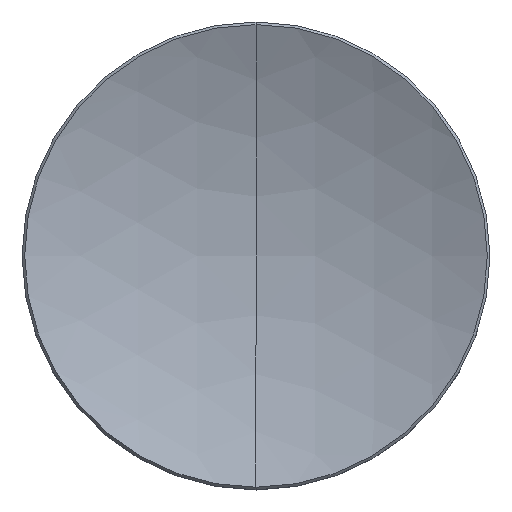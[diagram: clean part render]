
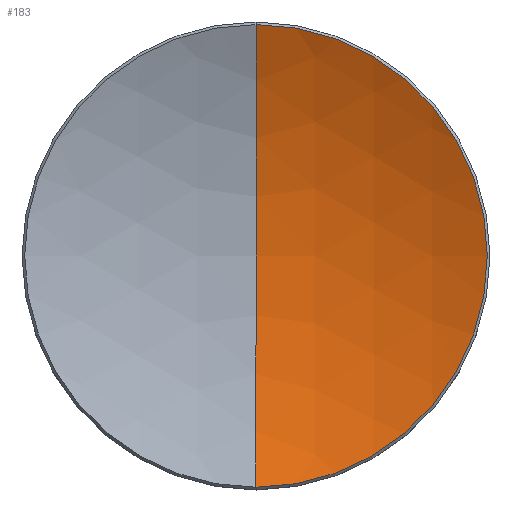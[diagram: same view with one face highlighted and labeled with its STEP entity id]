
A CAD part, top view. The second image highlights one B-rep face of the part: STEP entity #183.
In plain terms, the highlighted spherical face has radius 30.814 mm.
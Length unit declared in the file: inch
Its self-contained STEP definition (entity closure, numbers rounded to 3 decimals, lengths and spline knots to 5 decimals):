
#6 = AXIS2_PLACEMENT_3D ( 'NONE', #138, #111, #307 ) ;
#9 = FACE_OUTER_BOUND ( 'NONE', #294, .T. ) ;
#14 = AXIS2_PLACEMENT_3D ( 'NONE', #292, #320, #221 ) ;
#33 = AXIS2_PLACEMENT_3D ( 'NONE', #175, #234, #112 ) ;
#54 = EDGE_CURVE ( 'NONE', #73, #71, #116, .T. ) ;
#55 = CARTESIAN_POINT ( 'NONE',  ( 0., 0., 1.23797 ) ) ;
#71 = VERTEX_POINT ( 'NONE', #235 ) ;
#73 = VERTEX_POINT ( 'NONE', #233 ) ;
#81 = ORIENTED_EDGE ( 'NONE', *, *, #187, .F. ) ;
#88 = AXIS2_PLACEMENT_3D ( 'NONE', #55, #219, #268 ) ;
#94 = ORIENTED_EDGE ( 'NONE', *, *, #54, .T. ) ;
#99 = CARTESIAN_POINT ( 'NONE',  ( 0., 0., 0.02483 ) ) ;
#111 = DIRECTION ( 'NONE',  ( 1., 0., 0. ) ) ;
#112 = DIRECTION ( 'NONE',  ( 0., -1., 0. ) ) ;
#116 = CIRCLE ( 'NONE', #33, 0.49443 ) ;
#128 = VERTEX_POINT ( 'NONE', #99 ) ;
#130 = CIRCLE ( 'NONE', #6, 1.21315 ) ;
#134 = SPHERICAL_SURFACE ( 'NONE', #14, 1.21315 ) ;
#138 = CARTESIAN_POINT ( 'NONE',  ( 0., 0., 1.23797 ) ) ;
#175 = CARTESIAN_POINT ( 'NONE',  ( 0., 0., 0.13015 ) ) ;
#183 = ADVANCED_FACE ( 'NONE', ( #9 ), #134, .F. ) ;
#187 = EDGE_CURVE ( 'NONE', #128, #71, #130, .T. ) ;
#195 = ORIENTED_EDGE ( 'NONE', *, *, #207, .T. ) ;
#207 = EDGE_CURVE ( 'NONE', #128, #73, #275, .T. ) ;
#219 = DIRECTION ( 'NONE',  ( -1., 0., 0. ) ) ;
#221 = DIRECTION ( 'NONE',  ( 0., 1., 0. ) ) ;
#233 = CARTESIAN_POINT ( 'NONE',  ( 0., -0.49443, 0.13015 ) ) ;
#234 = DIRECTION ( 'NONE',  ( 0., 0., 1. ) ) ;
#235 = CARTESIAN_POINT ( 'NONE',  ( 0., 0.49443, 0.13015 ) ) ;
#268 = DIRECTION ( 'NONE',  ( 0., -1., 0. ) ) ;
#275 = CIRCLE ( 'NONE', #88, 1.21315 ) ;
#292 = CARTESIAN_POINT ( 'NONE',  ( 0., 0., 1.23797 ) ) ;
#294 = EDGE_LOOP ( 'NONE', ( #81, #195, #94 ) ) ;
#307 = DIRECTION ( 'NONE',  ( 0., 0., -1. ) ) ;
#320 = DIRECTION ( 'NONE',  ( -1., 0., 0. ) ) ;
